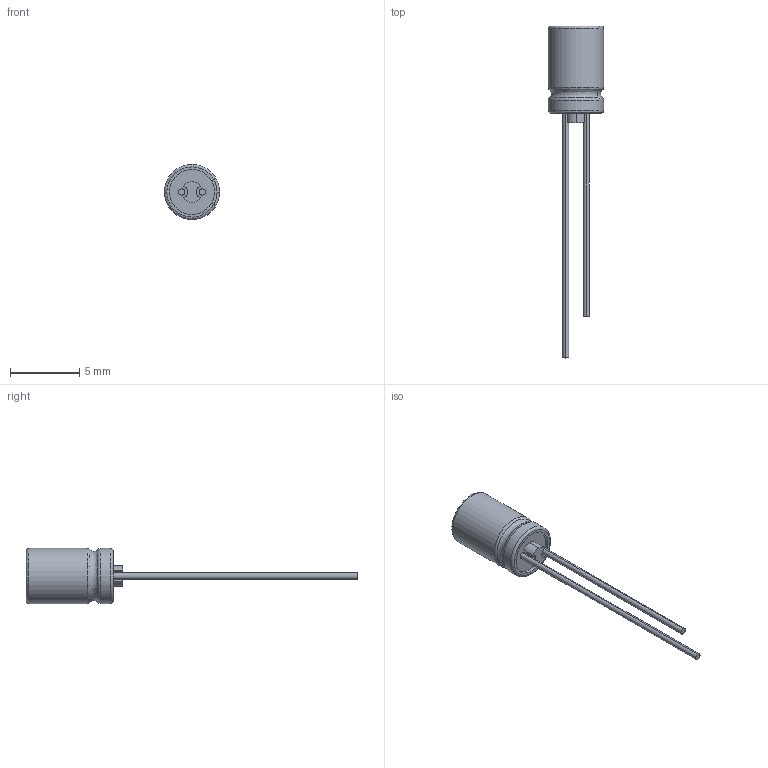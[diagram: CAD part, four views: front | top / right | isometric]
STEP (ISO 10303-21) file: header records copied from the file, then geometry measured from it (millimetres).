
FILE_DESCRIPTION (( 'STEP AP214' ), '1' );
FILE_NAME ('EEAFC0J270.STEP', '2021-04-13T12:02:46', ( '' ), ( '' ), 'SwSTEP 2.0', 'SolidWorks 2017', '' );
FILE_SCHEMA (( 'AUTOMOTIVE_DESIGN' ));
Length unit declared in the file: millimetre
Products named in the file (1): EEAFC0J270
Bounding box: 4 x 24 x 4 mm (x, y, z)
Volume: 80.9 mm3; surface area: 224.7 mm2
Topology: 5 solids, 5 shells, 72 faces, 175 edges, 114 vertices
Faces by surface type: plane 32, cylinder 25, bspline 15
Entity records: 2472 total; most frequent: CARTESIAN_POINT 757, ORIENTED_EDGE 350, DIRECTION 334, EDGE_CURVE 175, AXIS2_PLACEMENT_3D 127, VERTEX_POINT 114, VECTOR 80, LINE 80
